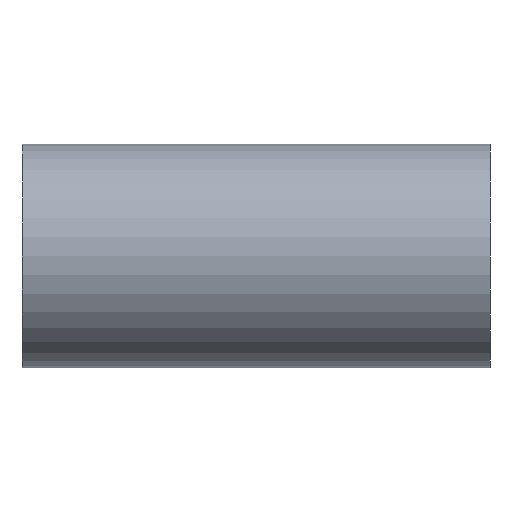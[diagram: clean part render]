
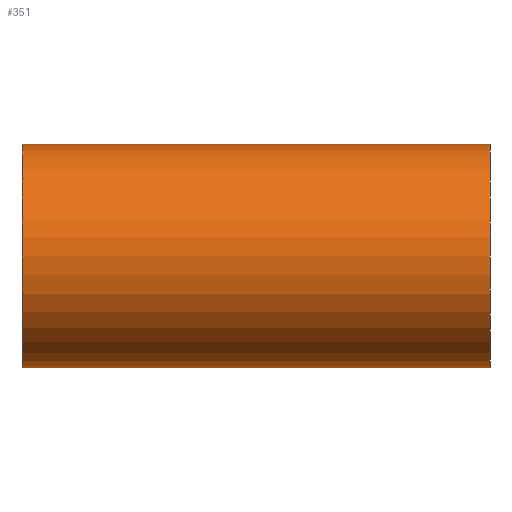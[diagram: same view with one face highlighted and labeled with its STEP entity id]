
A CAD part, left-side view. The second image highlights one B-rep face of the part: STEP entity #351.
In plain terms, the highlighted cylindrical face has radius 10 mm (diameter 20 mm), a partial arc.
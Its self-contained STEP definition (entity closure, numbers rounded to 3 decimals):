
#5 = VERTEX_POINT ( 'NONE', #230 ) ;
#14 = CARTESIAN_POINT ( 'NONE',  ( 0., 24., 10. ) ) ;
#25 = ORIENTED_EDGE ( 'NONE', *, *, #70, .F. ) ;
#42 = VERTEX_POINT ( 'NONE', #86 ) ;
#49 = ORIENTED_EDGE ( 'NONE', *, *, #389, .F. ) ;
#54 = LINE ( 'NONE', #356, #243 ) ;
#63 = EDGE_LOOP ( 'NONE', ( #25, #210, #288, #49, #488 ) ) ;
#65 = CARTESIAN_POINT ( 'NONE',  ( 0., -17.883, 0. ) ) ;
#70 = EDGE_CURVE ( 'NONE', #245, #5, #367, .T. ) ;
#77 = DIRECTION ( 'NONE',  ( 0., -1., 0. ) ) ;
#84 = DIRECTION ( 'NONE',  ( 0., -1., 0. ) ) ;
#86 = CARTESIAN_POINT ( 'NONE',  ( 0., -17.883, -10. ) ) ;
#112 = EDGE_CURVE ( 'NONE', #245, #146, #208, .T. ) ;
#114 = AXIS2_PLACEMENT_3D ( 'NONE', #379, #266, #306 ) ;
#120 = CARTESIAN_POINT ( 'NONE',  ( 0., 35., 10. ) ) ;
#146 = VERTEX_POINT ( 'NONE', #327 ) ;
#171 = AXIS2_PLACEMENT_3D ( 'NONE', #65, #412, #449 ) ;
#178 = CARTESIAN_POINT ( 'NONE',  ( 0., -17.883, 0. ) ) ;
#208 = CIRCLE ( 'NONE', #268, 10. ) ;
#210 = ORIENTED_EDGE ( 'NONE', *, *, #112, .T. ) ;
#230 = CARTESIAN_POINT ( 'NONE',  ( 0., -17.883, 10. ) ) ;
#232 = VERTEX_POINT ( 'NONE', #403 ) ;
#243 = VECTOR ( 'NONE', #324, 1000. ) ;
#245 = VERTEX_POINT ( 'NONE', #14 ) ;
#262 = DIRECTION ( 'NONE',  ( 0., -1., 0. ) ) ;
#266 = DIRECTION ( 'NONE',  ( 0., -1., 0. ) ) ;
#268 = AXIS2_PLACEMENT_3D ( 'NONE', #358, #84, #396 ) ;
#288 = ORIENTED_EDGE ( 'NONE', *, *, #500, .T. ) ;
#306 = DIRECTION ( 'NONE',  ( 0., 0., -1. ) ) ;
#324 = DIRECTION ( 'NONE',  ( 0., -1., 0. ) ) ;
#327 = CARTESIAN_POINT ( 'NONE',  ( 0., 24., -10. ) ) ;
#335 = CYLINDRICAL_SURFACE ( 'NONE', #114, 10. ) ;
#351 = ADVANCED_FACE ( 'NONE', ( #404 ), #335, .T. ) ;
#353 = EDGE_CURVE ( 'NONE', #5, #232, #386, .T. ) ;
#354 = CIRCLE ( 'NONE', #479, 10. ) ;
#356 = CARTESIAN_POINT ( 'NONE',  ( 0., 35., -10. ) ) ;
#358 = CARTESIAN_POINT ( 'NONE',  ( 0., 24., 0. ) ) ;
#367 = LINE ( 'NONE', #120, #430 ) ;
#379 = CARTESIAN_POINT ( 'NONE',  ( 0., 35., 0. ) ) ;
#386 = CIRCLE ( 'NONE', #171, 10. ) ;
#389 = EDGE_CURVE ( 'NONE', #232, #42, #354, .T. ) ;
#396 = DIRECTION ( 'NONE',  ( 0., 0., -1. ) ) ;
#403 = CARTESIAN_POINT ( 'NONE',  ( -10., -17.883, 0. ) ) ;
#404 = FACE_OUTER_BOUND ( 'NONE', #63, .T. ) ;
#412 = DIRECTION ( 'NONE',  ( 0., -1., 0. ) ) ;
#430 = VECTOR ( 'NONE', #77, 1000. ) ;
#449 = DIRECTION ( 'NONE',  ( 0., 0., -1. ) ) ;
#455 = DIRECTION ( 'NONE',  ( 0., 0., -1. ) ) ;
#479 = AXIS2_PLACEMENT_3D ( 'NONE', #178, #262, #455 ) ;
#488 = ORIENTED_EDGE ( 'NONE', *, *, #353, .F. ) ;
#500 = EDGE_CURVE ( 'NONE', #146, #42, #54, .T. ) ;
